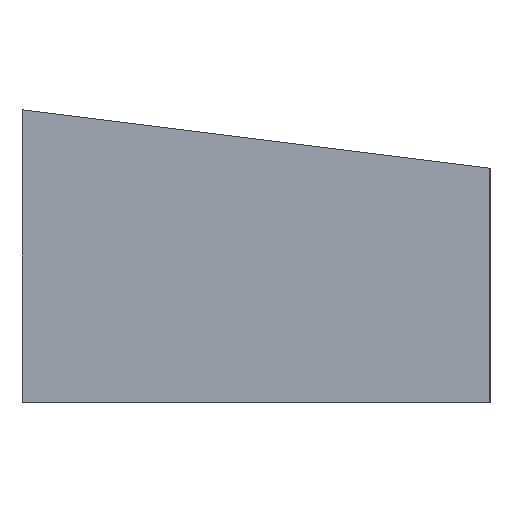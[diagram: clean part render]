
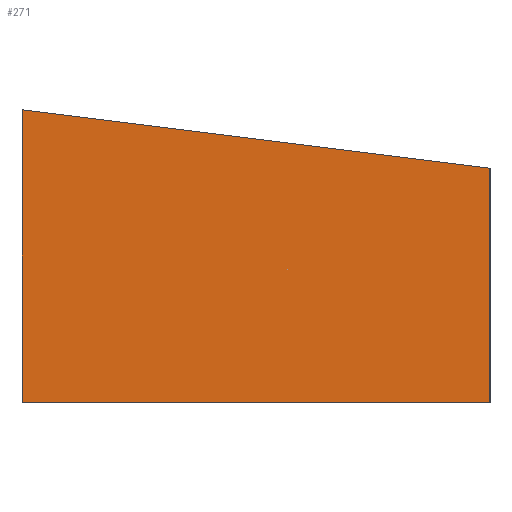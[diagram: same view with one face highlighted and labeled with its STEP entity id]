
A CAD part, left-side view. The second image highlights one B-rep face of the part: STEP entity #271.
In plain terms, the highlighted planar face has unit normal (-1, 0, 0).
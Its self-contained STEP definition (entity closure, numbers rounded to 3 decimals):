
#25=FACE_OUTER_BOUND('',#39,.T.);
#39=EDGE_LOOP('',(#223,#224,#225,#226));
#45=LINE('',#377,#81);
#74=LINE('',#435,#110);
#75=LINE('',#437,#111);
#76=LINE('',#438,#112);
#81=VECTOR('',#309,10.);
#110=VECTOR('',#358,10.);
#111=VECTOR('',#359,10.);
#112=VECTOR('',#360,10.);
#117=VERTEX_POINT('',#374);
#118=VERTEX_POINT('',#376);
#137=VERTEX_POINT('',#434);
#138=VERTEX_POINT('',#436);
#141=EDGE_CURVE('',#118,#117,#45,.T.);
#170=EDGE_CURVE('',#137,#117,#74,.T.);
#171=EDGE_CURVE('',#137,#138,#75,.T.);
#172=EDGE_CURVE('',#138,#118,#76,.T.);
#223=ORIENTED_EDGE('',*,*,#141,.T.);
#224=ORIENTED_EDGE('',*,*,#170,.F.);
#225=ORIENTED_EDGE('',*,*,#171,.T.);
#226=ORIENTED_EDGE('',*,*,#172,.T.);
#257=PLANE('',#299);
#271=ADVANCED_FACE('',(#25),#257,.T.);
#299=AXIS2_PLACEMENT_3D('',#433,#356,#357);
#309=DIRECTION('',(0.,0.992,0.124));
#356=DIRECTION('center_axis',(-1.,0.,0.));
#357=DIRECTION('ref_axis',(0.,-1.,0.));
#358=DIRECTION('',(0.,0.,1.));
#359=DIRECTION('',(0.,-1.,0.));
#360=DIRECTION('',(0.,0.,1.));
#374=CARTESIAN_POINT('',(-153.283,-7.962,8.5));
#376=CARTESIAN_POINT('',(-153.283,-47.962,3.5));
#377=CARTESIAN_POINT('',(-153.283,-29.5,5.808));
#433=CARTESIAN_POINT('Origin',(-153.283,-7.962,-16.5));
#434=CARTESIAN_POINT('',(-153.283,-7.962,-16.5));
#435=CARTESIAN_POINT('',(-153.283,-7.962,-16.5));
#436=CARTESIAN_POINT('',(-153.283,-47.962,-16.5));
#437=CARTESIAN_POINT('',(-153.283,-7.962,-16.5));
#438=CARTESIAN_POINT('',(-153.283,-47.962,-16.5));
